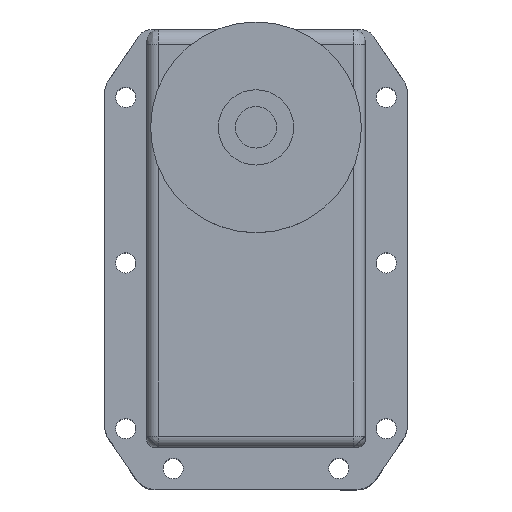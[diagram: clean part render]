
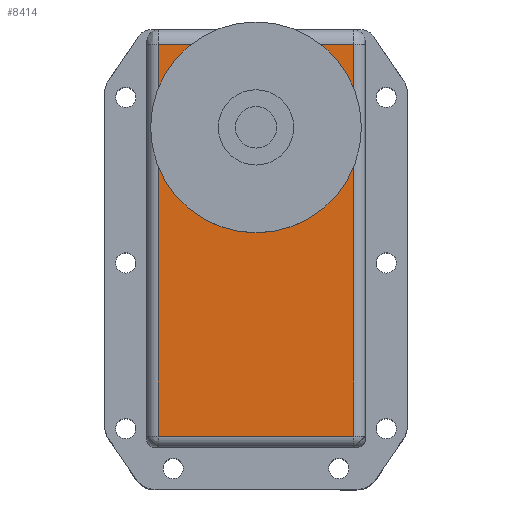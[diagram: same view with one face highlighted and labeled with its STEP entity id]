
A CAD part, top view. The second image highlights one B-rep face of the part: STEP entity #8414.
In plain terms, the highlighted planar face has unit normal (0, 0, 1).
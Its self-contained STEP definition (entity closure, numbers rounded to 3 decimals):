
#176 = CARTESIAN_POINT ( 'NONE',  ( 13., 11., 20.5 ) ) ;
#329 = CIRCLE ( 'NONE', #10221, 5.5 ) ;
#404 = VECTOR ( 'NONE', #1058, 1000. ) ;
#700 = DIRECTION ( 'NONE',  ( 1., 0., 0. ) ) ;
#824 = DIRECTION ( 'NONE',  ( 1., 0., 0. ) ) ;
#854 = CARTESIAN_POINT ( 'NONE',  ( 13., -41., 20.5 ) ) ;
#1058 = DIRECTION ( 'NONE',  ( 0., 1., 0. ) ) ;
#1098 = CARTESIAN_POINT ( 'NONE',  ( 13., -15., 20.5 ) ) ;
#2320 = EDGE_CURVE ( 'NONE', #4423, #11201, #2581, .T. ) ;
#2483 = VERTEX_POINT ( 'NONE', #9243 ) ;
#2581 = LINE ( 'NONE', #5157, #5979 ) ;
#3499 = EDGE_LOOP ( 'NONE', ( #7328, #4583, #3710, #10266 ) ) ;
#3663 = DIRECTION ( 'NONE',  ( 0., 0., -1. ) ) ;
#3710 = ORIENTED_EDGE ( 'NONE', *, *, #10994, .T. ) ;
#3978 = EDGE_CURVE ( 'NONE', #8058, #2483, #9923, .T. ) ;
#4016 = LINE ( 'NONE', #10311, #6538 ) ;
#4101 = EDGE_LOOP ( 'NONE', ( #8722, #11595 ) ) ;
#4423 = VERTEX_POINT ( 'NONE', #11849 ) ;
#4583 = ORIENTED_EDGE ( 'NONE', *, *, #3978, .T. ) ;
#5135 = CARTESIAN_POINT ( 'NONE',  ( -5.5, 0., 20.5 ) ) ;
#5136 = FACE_BOUND ( 'NONE', #4101, .T. ) ;
#5157 = CARTESIAN_POINT ( 'NONE',  ( 0., -41., 20.5 ) ) ;
#5404 = CARTESIAN_POINT ( 'NONE',  ( 0., 0., 20.5 ) ) ;
#5638 = PLANE ( 'NONE',  #6177 ) ;
#5979 = VECTOR ( 'NONE', #7091, 1000. ) ;
#6177 = AXIS2_PLACEMENT_3D ( 'NONE', #9330, #11321, #700 ) ;
#6538 = VECTOR ( 'NONE', #7281, 1000. ) ;
#6753 = EDGE_CURVE ( 'NONE', #11201, #8058, #8446, .T. ) ;
#6967 = VERTEX_POINT ( 'NONE', #7079 ) ;
#7079 = CARTESIAN_POINT ( 'NONE',  ( 5.5, 0., 20.5 ) ) ;
#7091 = DIRECTION ( 'NONE',  ( 1., 0., 0. ) ) ;
#7146 = EDGE_CURVE ( 'NONE', #6967, #9354, #10386, .T. ) ;
#7281 = DIRECTION ( 'NONE',  ( 0., -1., 0. ) ) ;
#7328 = ORIENTED_EDGE ( 'NONE', *, *, #6753, .T. ) ;
#7349 = VECTOR ( 'NONE', #8509, 1000. ) ;
#7420 = AXIS2_PLACEMENT_3D ( 'NONE', #9318, #10236, #8260 ) ;
#8058 = VERTEX_POINT ( 'NONE', #176 ) ;
#8260 = DIRECTION ( 'NONE',  ( 1., 0., 0. ) ) ;
#8414 = ADVANCED_FACE ( 'NONE', ( #5136, #11697 ), #5638, .T. ) ;
#8446 = LINE ( 'NONE', #1098, #404 ) ;
#8509 = DIRECTION ( 'NONE',  ( -1., 0., 0. ) ) ;
#8722 = ORIENTED_EDGE ( 'NONE', *, *, #7146, .T. ) ;
#9243 = CARTESIAN_POINT ( 'NONE',  ( -13., 11., 20.5 ) ) ;
#9318 = CARTESIAN_POINT ( 'NONE',  ( 0., 0., 20.5 ) ) ;
#9330 = CARTESIAN_POINT ( 'NONE',  ( -13.52, -42.04, 20.5 ) ) ;
#9354 = VERTEX_POINT ( 'NONE', #5135 ) ;
#9923 = LINE ( 'NONE', #12349, #7349 ) ;
#9951 = EDGE_CURVE ( 'NONE', #9354, #6967, #329, .T. ) ;
#10221 = AXIS2_PLACEMENT_3D ( 'NONE', #5404, #3663, #824 ) ;
#10236 = DIRECTION ( 'NONE',  ( 0., 0., -1. ) ) ;
#10266 = ORIENTED_EDGE ( 'NONE', *, *, #2320, .T. ) ;
#10311 = CARTESIAN_POINT ( 'NONE',  ( -13., -15., 20.5 ) ) ;
#10386 = CIRCLE ( 'NONE', #7420, 5.5 ) ;
#10994 = EDGE_CURVE ( 'NONE', #2483, #4423, #4016, .T. ) ;
#11201 = VERTEX_POINT ( 'NONE', #854 ) ;
#11321 = DIRECTION ( 'NONE',  ( 0., 0., 1. ) ) ;
#11595 = ORIENTED_EDGE ( 'NONE', *, *, #9951, .T. ) ;
#11697 = FACE_OUTER_BOUND ( 'NONE', #3499, .T. ) ;
#11849 = CARTESIAN_POINT ( 'NONE',  ( -13., -41., 20.5 ) ) ;
#12349 = CARTESIAN_POINT ( 'NONE',  ( 0., 11., 20.5 ) ) ;
